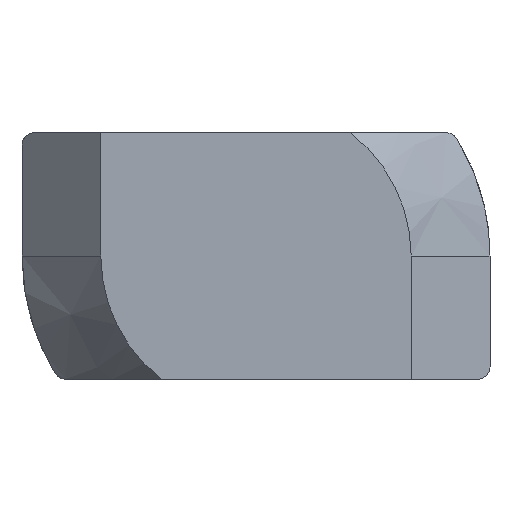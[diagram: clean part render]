
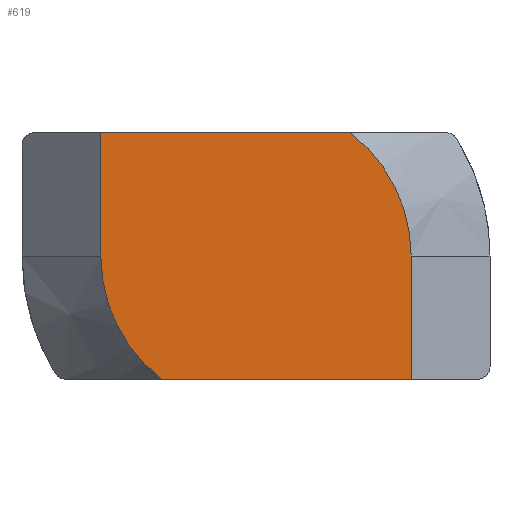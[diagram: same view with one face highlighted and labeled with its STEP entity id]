
A CAD part, front view. The second image highlights one B-rep face of the part: STEP entity #619.
In plain terms, the highlighted planar face has unit normal (0, -1, 0).
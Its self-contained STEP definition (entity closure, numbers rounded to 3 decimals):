
#24 = DIRECTION ( 'NONE',  ( 0., 1., 0. ) ) ;
#37 = DIRECTION ( 'NONE',  ( 1., 0., 0. ) ) ;
#39 = ORIENTED_EDGE ( 'NONE', *, *, #723, .F. ) ;
#50 = ORIENTED_EDGE ( 'NONE', *, *, #845, .F. ) ;
#54 = CARTESIAN_POINT ( 'NONE',  ( 6.3, -4.35, -5. ) ) ;
#65 = PLANE ( 'NONE',  #536 ) ;
#78 = VERTEX_POINT ( 'NONE', #881 ) ;
#97 = CARTESIAN_POINT ( 'NONE',  ( 0., -4.35, 0. ) ) ;
#123 = VERTEX_POINT ( 'NONE', #823 ) ;
#132 = ORIENTED_EDGE ( 'NONE', *, *, #386, .T. ) ;
#137 = CARTESIAN_POINT ( 'NONE',  ( 6.3, -4.35, 5. ) ) ;
#147 = CIRCLE ( 'NONE', #790, 6.3 ) ;
#151 = VERTEX_POINT ( 'NONE', #54 ) ;
#168 = VECTOR ( 'NONE', #548, 1000. ) ;
#177 = VECTOR ( 'NONE', #203, 1000. ) ;
#186 = CARTESIAN_POINT ( 'NONE',  ( 6.3, -4.35, -5. ) ) ;
#192 = LINE ( 'NONE', #640, #177 ) ;
#203 = DIRECTION ( 'NONE',  ( 0., 0., -1. ) ) ;
#210 = EDGE_CURVE ( 'NONE', #78, #151, #272, .T. ) ;
#215 = DIRECTION ( 'NONE',  ( 0., 1., 0. ) ) ;
#236 = CARTESIAN_POINT ( 'NONE',  ( 0., -4.35, 0. ) ) ;
#251 = ORIENTED_EDGE ( 'NONE', *, *, #210, .T. ) ;
#272 = LINE ( 'NONE', #186, #168 ) ;
#284 = CARTESIAN_POINT ( 'NONE',  ( 3.833, -4.35, 5. ) ) ;
#323 = EDGE_LOOP ( 'NONE', ( #825, #132, #251, #50, #521, #39 ) ) ;
#366 = AXIS2_PLACEMENT_3D ( 'NONE', #97, #891, #749 ) ;
#370 = VERTEX_POINT ( 'NONE', #727 ) ;
#386 = EDGE_CURVE ( 'NONE', #123, #78, #772, .T. ) ;
#426 = DIRECTION ( 'NONE',  ( 0., 0., -1. ) ) ;
#510 = VECTOR ( 'NONE', #426, 1000. ) ;
#521 = ORIENTED_EDGE ( 'NONE', *, *, #808, .F. ) ;
#524 = DIRECTION ( 'NONE',  ( 0., 0., 1. ) ) ;
#536 = AXIS2_PLACEMENT_3D ( 'NONE', #137, #215, #638 ) ;
#548 = DIRECTION ( 'NONE',  ( 1., 0., 0. ) ) ;
#554 = LINE ( 'NONE', #691, #510 ) ;
#590 = CARTESIAN_POINT ( 'NONE',  ( 6.3, -4.35, 5. ) ) ;
#619 = ADVANCED_FACE ( 'NONE', ( #929 ), #65, .F. ) ;
#625 = VERTEX_POINT ( 'NONE', #785 ) ;
#638 = DIRECTION ( 'NONE',  ( 0., 0., 1. ) ) ;
#640 = CARTESIAN_POINT ( 'NONE',  ( -6.3, -4.35, 5. ) ) ;
#691 = CARTESIAN_POINT ( 'NONE',  ( 6.3, -4.35, 5. ) ) ;
#701 = VERTEX_POINT ( 'NONE', #284 ) ;
#723 = EDGE_CURVE ( 'NONE', #370, #701, #735, .T. ) ;
#727 = CARTESIAN_POINT ( 'NONE',  ( -6.3, -4.35, 5. ) ) ;
#735 = LINE ( 'NONE', #590, #842 ) ;
#749 = DIRECTION ( 'NONE',  ( 0., 0., 1. ) ) ;
#772 = CIRCLE ( 'NONE', #366, 6.3 ) ;
#785 = CARTESIAN_POINT ( 'NONE',  ( 6.3, -4.35, 0. ) ) ;
#790 = AXIS2_PLACEMENT_3D ( 'NONE', #236, #24, #524 ) ;
#808 = EDGE_CURVE ( 'NONE', #701, #625, #147, .T. ) ;
#823 = CARTESIAN_POINT ( 'NONE',  ( -6.3, -4.35, 0. ) ) ;
#825 = ORIENTED_EDGE ( 'NONE', *, *, #903, .T. ) ;
#842 = VECTOR ( 'NONE', #37, 1000. ) ;
#845 = EDGE_CURVE ( 'NONE', #625, #151, #554, .T. ) ;
#881 = CARTESIAN_POINT ( 'NONE',  ( -3.833, -4.35, -5. ) ) ;
#891 = DIRECTION ( 'NONE',  ( 0., -1., 0. ) ) ;
#903 = EDGE_CURVE ( 'NONE', #370, #123, #192, .T. ) ;
#929 = FACE_OUTER_BOUND ( 'NONE', #323, .T. ) ;
